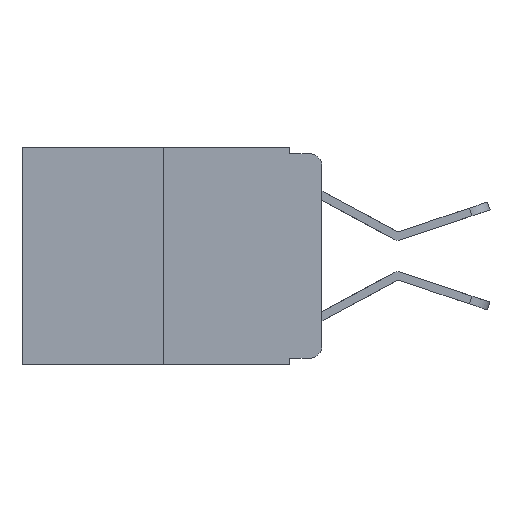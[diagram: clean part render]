
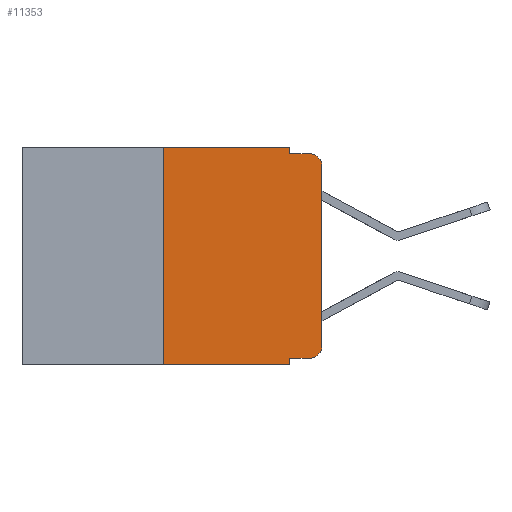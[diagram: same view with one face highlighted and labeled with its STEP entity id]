
A CAD part, left-side view. The second image highlights one B-rep face of the part: STEP entity #11353.
In plain terms, the highlighted planar face has unit normal (-1, 0, 0).
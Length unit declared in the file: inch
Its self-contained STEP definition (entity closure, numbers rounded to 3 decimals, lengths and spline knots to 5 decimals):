
#172 = VERTEX_POINT ( 'NONE', #9603 ) ;
#177 = VECTOR ( 'NONE', #7108, 39.37008 ) ;
#254 = ORIENTED_EDGE ( 'NONE', *, *, #11541, .F. ) ;
#372 = VECTOR ( 'NONE', #3565, 39.37008 ) ;
#408 = ORIENTED_EDGE ( 'NONE', *, *, #10382, .F. ) ;
#481 = AXIS2_PLACEMENT_3D ( 'NONE', #1553, #9273, #2706 ) ;
#801 = ORIENTED_EDGE ( 'NONE', *, *, #11345, .F. ) ;
#1374 = FACE_OUTER_BOUND ( 'NONE', #10649, .T. ) ;
#1505 = EDGE_CURVE ( 'NONE', #6935, #6209, #3482, .T. ) ;
#1553 = CARTESIAN_POINT ( 'NONE',  ( 0., 0.02, -0.03 ) ) ;
#1720 = CARTESIAN_POINT ( 'NONE',  ( 0., 0.25, 0. ) ) ;
#1749 = LINE ( 'NONE', #1720, #13229 ) ;
#1786 = DIRECTION ( 'NONE',  ( 0., -1., 0. ) ) ;
#2376 = ORIENTED_EDGE ( 'NONE', *, *, #1505, .T. ) ;
#2411 = VECTOR ( 'NONE', #11049, 39.37008 ) ;
#2452 = LINE ( 'NONE', #12280, #9822 ) ;
#2455 = LINE ( 'NONE', #3706, #8017 ) ;
#2572 = CARTESIAN_POINT ( 'NONE',  ( 0., 0.051, 0. ) ) ;
#2706 = DIRECTION ( 'NONE',  ( 0., 0., -1. ) ) ;
#2931 = CARTESIAN_POINT ( 'NONE',  ( 0., 0.051, -0.333 ) ) ;
#2948 = CIRCLE ( 'NONE', #481, 0.02 ) ;
#3091 = ORIENTED_EDGE ( 'NONE', *, *, #12535, .F. ) ;
#3273 = DIRECTION ( 'NONE',  ( 0., 0., -1. ) ) ;
#3442 = ORIENTED_EDGE ( 'NONE', *, *, #9212, .T. ) ;
#3482 = LINE ( 'NONE', #10089, #372 ) ;
#3510 = CARTESIAN_POINT ( 'NONE',  ( 0., 0.051, -0.01 ) ) ;
#3515 = DIRECTION ( 'NONE',  ( -1., 0., 0. ) ) ;
#3565 = DIRECTION ( 'NONE',  ( 0., -1., 0. ) ) ;
#3706 = CARTESIAN_POINT ( 'NONE',  ( 0., 0.051, -0.01 ) ) ;
#3731 = VERTEX_POINT ( 'NONE', #2572 ) ;
#3732 = DIRECTION ( 'NONE',  ( 0., -1., 0. ) ) ;
#3889 = ORIENTED_EDGE ( 'NONE', *, *, #7851, .T. ) ;
#4093 = ORIENTED_EDGE ( 'NONE', *, *, #9190, .T. ) ;
#4648 = CARTESIAN_POINT ( 'NONE',  ( 0., 0.25, 0. ) ) ;
#4665 = ORIENTED_EDGE ( 'NONE', *, *, #9582, .T. ) ;
#4840 = DIRECTION ( 'NONE',  ( 0., -1., 0. ) ) ;
#4856 = EDGE_CURVE ( 'NONE', #6608, #6493, #2455, .T. ) ;
#6209 = VERTEX_POINT ( 'NONE', #7313 ) ;
#6224 = DIRECTION ( 'NONE',  ( 0., 0., 1. ) ) ;
#6268 = DIRECTION ( 'NONE',  ( 1., 0., 0. ) ) ;
#6282 = CARTESIAN_POINT ( 'NONE',  ( 0., 0.473, 0. ) ) ;
#6493 = VERTEX_POINT ( 'NONE', #8883 ) ;
#6608 = VERTEX_POINT ( 'NONE', #3510 ) ;
#6625 = CIRCLE ( 'NONE', #7761, 0.02 ) ;
#6644 = LINE ( 'NONE', #12318, #177 ) ;
#6695 = VERTEX_POINT ( 'NONE', #8255 ) ;
#6888 = CARTESIAN_POINT ( 'NONE',  ( 0., 0.051, 0. ) ) ;
#6935 = VERTEX_POINT ( 'NONE', #9723 ) ;
#7108 = DIRECTION ( 'NONE',  ( 0., 0., 1. ) ) ;
#7268 = VECTOR ( 'NONE', #1786, 39.37008 ) ;
#7313 = CARTESIAN_POINT ( 'NONE',  ( 0., 0.051, -0.343 ) ) ;
#7606 = LINE ( 'NONE', #6282, #7268 ) ;
#7761 = AXIS2_PLACEMENT_3D ( 'NONE', #10012, #3515, #11052 ) ;
#7851 = EDGE_CURVE ( 'NONE', #10389, #6695, #2452, .T. ) ;
#8017 = VECTOR ( 'NONE', #4840, 39.37008 ) ;
#8255 = CARTESIAN_POINT ( 'NONE',  ( 0., 0.02, -0.333 ) ) ;
#8883 = CARTESIAN_POINT ( 'NONE',  ( 0., 0.02, -0.01 ) ) ;
#9190 = EDGE_CURVE ( 'NONE', #11370, #172, #6644, .T. ) ;
#9212 = EDGE_CURVE ( 'NONE', #172, #6493, #2948, .T. ) ;
#9273 = DIRECTION ( 'NONE',  ( -1., 0., 0. ) ) ;
#9582 = EDGE_CURVE ( 'NONE', #6695, #11370, #6625, .T. ) ;
#9603 = CARTESIAN_POINT ( 'NONE',  ( 0., 0., -0.03 ) ) ;
#9723 = CARTESIAN_POINT ( 'NONE',  ( 0., 0.25, -0.343 ) ) ;
#9822 = VECTOR ( 'NONE', #3732, 39.37008 ) ;
#10012 = CARTESIAN_POINT ( 'NONE',  ( 0., 0.02, -0.313 ) ) ;
#10089 = CARTESIAN_POINT ( 'NONE',  ( 0., 0.473, -0.343 ) ) ;
#10294 = VECTOR ( 'NONE', #3273, 39.37008 ) ;
#10382 = EDGE_CURVE ( 'NONE', #13715, #3731, #7606, .T. ) ;
#10389 = VERTEX_POINT ( 'NONE', #2931 ) ;
#10480 = CARTESIAN_POINT ( 'NONE',  ( 0., 0.473, 0. ) ) ;
#10524 = CARTESIAN_POINT ( 'NONE',  ( 0., 0., -0.313 ) ) ;
#10649 = EDGE_LOOP ( 'NONE', ( #4093, #3442, #13597, #254, #408, #801, #2376, #3091, #3889, #4665 ) ) ;
#11049 = DIRECTION ( 'NONE',  ( 0., 0., -1. ) ) ;
#11052 = DIRECTION ( 'NONE',  ( 0., 0., -1. ) ) ;
#11087 = LINE ( 'NONE', #6888, #2411 ) ;
#11345 = EDGE_CURVE ( 'NONE', #6935, #13715, #1749, .T. ) ;
#11353 = ADVANCED_FACE ( 'NONE', ( #1374 ), #12562, .F. ) ;
#11370 = VERTEX_POINT ( 'NONE', #10524 ) ;
#11541 = EDGE_CURVE ( 'NONE', #3731, #6608, #13063, .T. ) ;
#12280 = CARTESIAN_POINT ( 'NONE',  ( 0., 0.051, -0.333 ) ) ;
#12318 = CARTESIAN_POINT ( 'NONE',  ( 0., 0., 0. ) ) ;
#12535 = EDGE_CURVE ( 'NONE', #10389, #6209, #11087, .T. ) ;
#12562 = PLANE ( 'NONE',  #13177 ) ;
#12873 = CARTESIAN_POINT ( 'NONE',  ( 0., 0.051, 0. ) ) ;
#13063 = LINE ( 'NONE', #12873, #10294 ) ;
#13177 = AXIS2_PLACEMENT_3D ( 'NONE', #10480, #6268, #13613 ) ;
#13229 = VECTOR ( 'NONE', #6224, 39.37008 ) ;
#13597 = ORIENTED_EDGE ( 'NONE', *, *, #4856, .F. ) ;
#13613 = DIRECTION ( 'NONE',  ( 0., 0., -1. ) ) ;
#13715 = VERTEX_POINT ( 'NONE', #4648 ) ;
